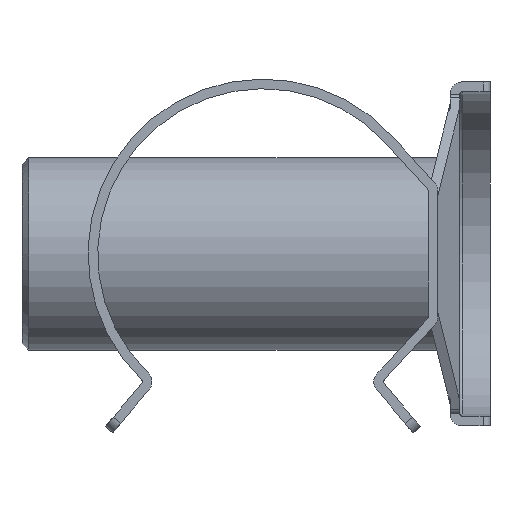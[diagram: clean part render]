
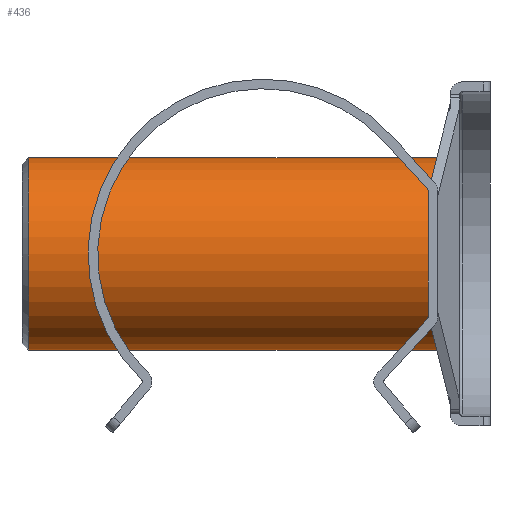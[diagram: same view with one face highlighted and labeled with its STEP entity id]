
A CAD part, front view. The second image highlights one B-rep face of the part: STEP entity #436.
In plain terms, the highlighted cylindrical face has radius 7 mm (diameter 14 mm), a full revolution.
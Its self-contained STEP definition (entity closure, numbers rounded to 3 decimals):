
#33 = ORIENTED_EDGE ( 'NONE', *, *, #1704, .F. ) ;
#90 = CARTESIAN_POINT ( 'NONE',  ( -17., 0., 7. ) ) ;
#96 = CYLINDRICAL_SURFACE ( 'NONE', #897, 7. ) ;
#113 = DIRECTION ( 'NONE',  ( -1., 0., 0. ) ) ;
#232 = VERTEX_POINT ( 'NONE', #1220 ) ;
#303 = DIRECTION ( 'NONE',  ( 0., 0., 1. ) ) ;
#407 = FACE_OUTER_BOUND ( 'NONE', #1672, .T. ) ;
#436 = ADVANCED_FACE ( 'NONE', ( #2101, #407 ), #96, .T. ) ;
#473 = CARTESIAN_POINT ( 'NONE',  ( -17., 0., 0. ) ) ;
#537 = ORIENTED_EDGE ( 'NONE', *, *, #1137, .F. ) ;
#599 = CIRCLE ( 'NONE', #1989, 7. ) ;
#615 = CARTESIAN_POINT ( 'NONE',  ( -17.5, 0., 0. ) ) ;
#812 = AXIS2_PLACEMENT_3D ( 'NONE', #1297, #1457, #2132 ) ;
#897 = AXIS2_PLACEMENT_3D ( 'NONE', #615, #113, #1732 ) ;
#920 = EDGE_LOOP ( 'NONE', ( #537 ) ) ;
#1032 = VERTEX_POINT ( 'NONE', #90 ) ;
#1126 = DIRECTION ( 'NONE',  ( -1., 0., 0. ) ) ;
#1137 = EDGE_CURVE ( 'NONE', #1032, #1032, #599, .T. ) ;
#1220 = CARTESIAN_POINT ( 'NONE',  ( 13.6, 7., 0. ) ) ;
#1297 = CARTESIAN_POINT ( 'NONE',  ( 13.6, 0., 0. ) ) ;
#1457 = DIRECTION ( 'NONE',  ( 1., 0., 0. ) ) ;
#1672 = EDGE_LOOP ( 'NONE', ( #33 ) ) ;
#1704 = EDGE_CURVE ( 'NONE', #232, #232, #1822, .T. ) ;
#1732 = DIRECTION ( 'NONE',  ( 0., 0., 1. ) ) ;
#1822 = CIRCLE ( 'NONE', #812, 7. ) ;
#1989 = AXIS2_PLACEMENT_3D ( 'NONE', #473, #1126, #303 ) ;
#2101 = FACE_OUTER_BOUND ( 'NONE', #920, .T. ) ;
#2132 = DIRECTION ( 'NONE',  ( 0., 1., 0. ) ) ;
